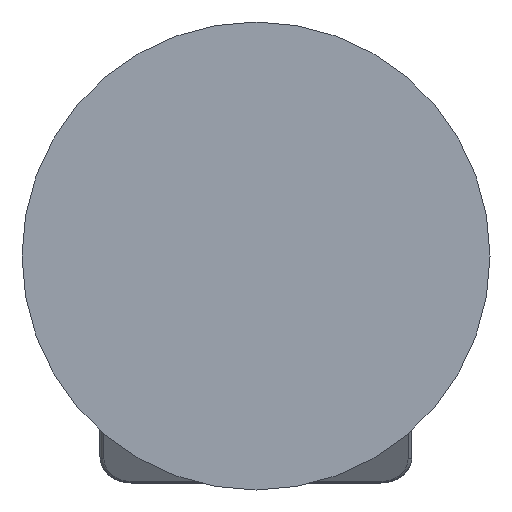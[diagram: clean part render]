
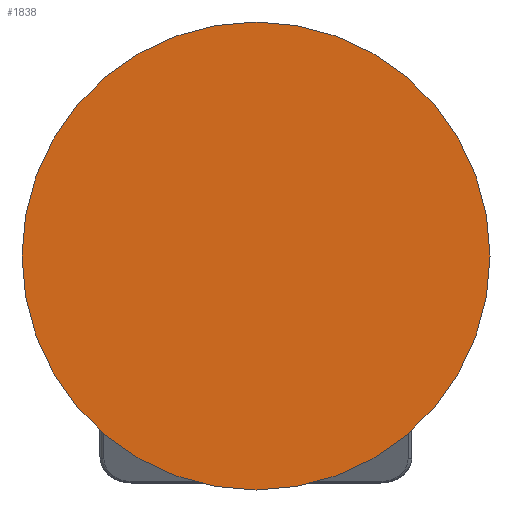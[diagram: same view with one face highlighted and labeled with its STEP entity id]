
A CAD part, left-side view. The second image highlights one B-rep face of the part: STEP entity #1838.
In plain terms, the highlighted face is planar.
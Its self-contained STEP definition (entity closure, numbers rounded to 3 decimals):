
#466=FACE_OUTER_BOUND('',#581,.T.);
#581=EDGE_LOOP('',(#1240));
#699=CIRCLE('',#1994,30.);
#793=VERTEX_POINT('',#2823);
#963=EDGE_CURVE('',#793,#793,#699,.T.);
#1240=ORIENTED_EDGE('',*,*,#963,.F.);
#1782=PLANE('',#1993);
#1838=ADVANCED_FACE('',(#466),#1782,.F.);
#1993=AXIS2_PLACEMENT_3D('',#2822,#2215,#2216);
#1994=AXIS2_PLACEMENT_3D('',#2824,#2217,#2218);
#2215=DIRECTION('center_axis',(0.,1.,0.));
#2216=DIRECTION('ref_axis',(1.,0.,0.));
#2217=DIRECTION('center_axis',(0.,1.,0.));
#2218=DIRECTION('ref_axis',(1.,0.,0.));
#2822=CARTESIAN_POINT('Origin',(0.,0.,0.));
#2823=CARTESIAN_POINT('',(-30.,0.,0.));
#2824=CARTESIAN_POINT('Origin',(0.,0.,0.));
